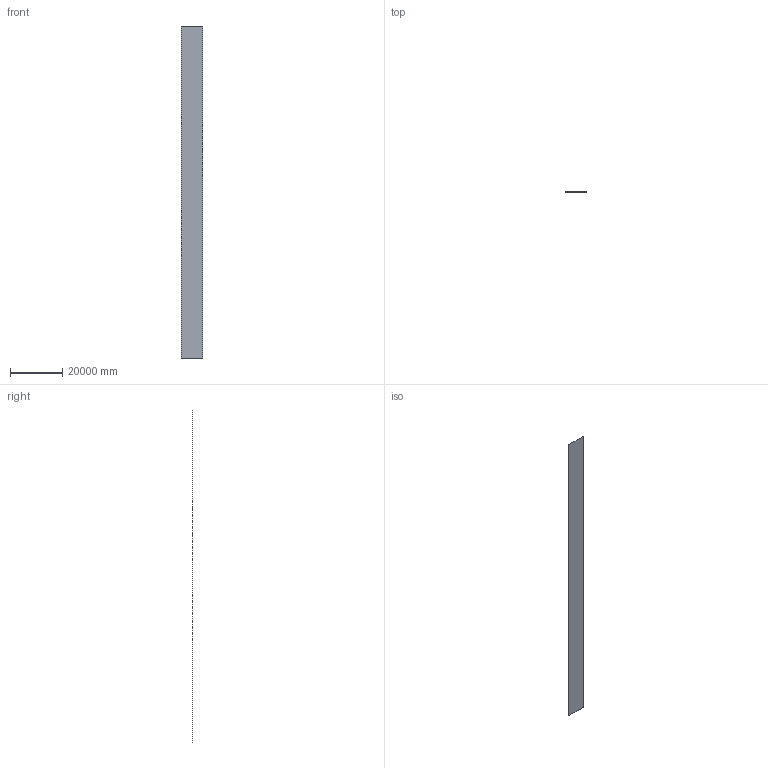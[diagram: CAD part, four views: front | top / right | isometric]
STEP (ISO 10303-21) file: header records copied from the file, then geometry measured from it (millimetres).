
FILE_DESCRIPTION(('Open CASCADE Model'),'2;1');
FILE_NAME('Open CASCADE Shape Model','2020-04-04T00:17:58',('Author'),( 'Open CASCADE'),'Open CASCADE STEP processor 7.3','Open CASCADE 7.3' ,'Unknown');
FILE_SCHEMA(('AUTOMOTIVE_DESIGN { 1 0 10303 214 1 1 1 1 }'));
Length unit declared in the file: metre
Products named in the file (1): Open CASCADE STEP translator 7.3 3
Bounding box: 8040 x 0 x 127000 mm (x, y, z)
Surface area: 1021080000 mm2 (no closed solid volume)
Topology: 0 solids, 1 shells, 1 faces, 4 edges, 4 vertices
Faces by surface type: plane 1
Entity records: 86 total; most frequent: CARTESIAN_POINT 14, DIRECTION 12, LINE 8, VECTOR 8, ORIENTED_EDGE 4, EDGE_CURVE 4, VERTEX_POINT 4, SURFACE_CURVE 4
